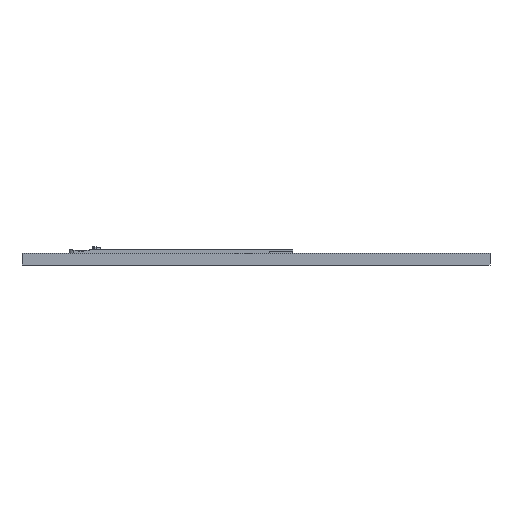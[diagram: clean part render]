
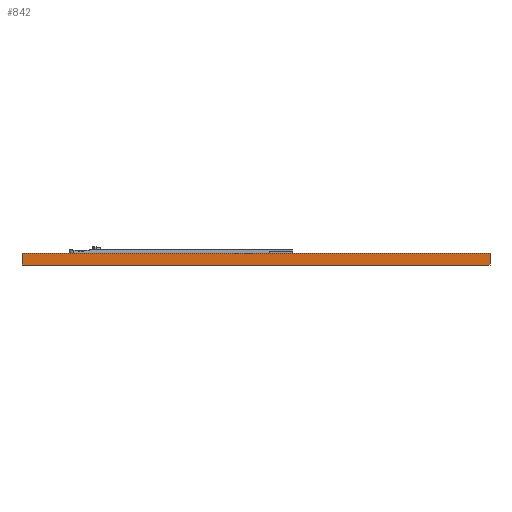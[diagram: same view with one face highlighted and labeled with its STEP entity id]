
A CAD part, left-side view. The second image highlights one B-rep face of the part: STEP entity #842.
In plain terms, the highlighted planar face has unit normal (-1, 0, 0).
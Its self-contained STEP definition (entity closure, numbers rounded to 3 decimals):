
#842=ADVANCED_FACE('',(#3769),#3771,.T.);
#3769=FACE_BOUND('',#3770,.T.);
#3770=EDGE_LOOP('',(#6236,#6237,#6238,#6239));
#3771=PLANE('',#3772);
#3772=AXIS2_PLACEMENT_3D('',#3773,#3774,#3775);
#3773=CARTESIAN_POINT('',(-200.,0.,0.));
#3774=DIRECTION('',(-1.,0.,0.));
#3775=DIRECTION('',(0.,-1.,0.));
#6236=ORIENTED_EDGE('',*,*,#7795,.T.);
#6237=ORIENTED_EDGE('',*,*,#7889,.T.);
#6238=ORIENTED_EDGE('',*,*,#7722,.F.);
#6239=ORIENTED_EDGE('',*,*,#7890,.F.);
#7722=EDGE_CURVE('',#8744,#8745,#8746,.T.);
#7795=EDGE_CURVE('',#8880,#8884,#8886,.T.);
#7889=EDGE_CURVE('',#8884,#8745,#9008,.T.);
#7890=EDGE_CURVE('',#8880,#8744,#9009,.T.);
#8744=VERTEX_POINT('',#10512);
#8745=VERTEX_POINT('',#10513);
#8746=LINE('',#10514,#10515);
#8880=VERTEX_POINT('',#10810);
#8884=VERTEX_POINT('',#10818);
#8886=LINE('',#10822,#10823);
#9008=LINE('',#11146,#11147);
#9009=LINE('',#11149,#11150);
#10512=CARTESIAN_POINT('',(-200.,0.,5.));
#10513=CARTESIAN_POINT('',(-200.,-200.,5.));
#10514=CARTESIAN_POINT('',(-200.,0.,5.));
#10515=VECTOR('',#10516,1.);
#10516=DIRECTION('',(0.,-1.,0.));
#10810=CARTESIAN_POINT('',(-200.,0.,0.));
#10818=CARTESIAN_POINT('',(-200.,-200.,0.));
#10822=CARTESIAN_POINT('',(-200.,0.,0.));
#10823=VECTOR('',#10824,1.);
#10824=DIRECTION('',(0.,-1.,0.));
#11146=CARTESIAN_POINT('',(-200.,-200.,0.));
#11147=VECTOR('',#11148,1.);
#11148=DIRECTION('',(0.,0.,1.));
#11149=CARTESIAN_POINT('',(-200.,0.,0.));
#11150=VECTOR('',#11151,1.);
#11151=DIRECTION('',(0.,0.,1.));
